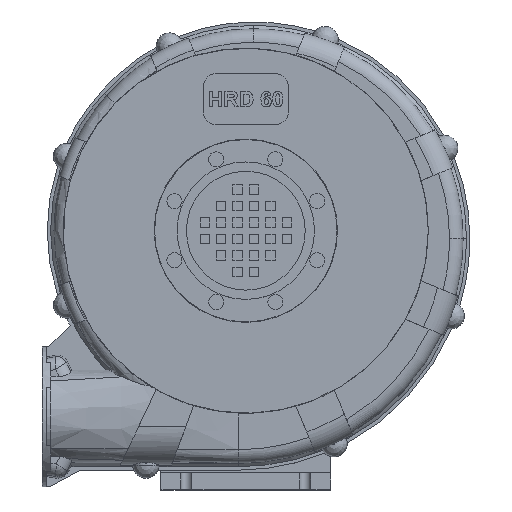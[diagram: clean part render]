
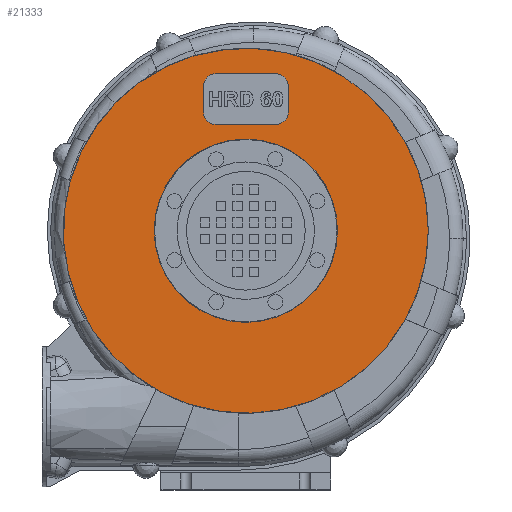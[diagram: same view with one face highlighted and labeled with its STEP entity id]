
A CAD part, top view. The second image highlights one B-rep face of the part: STEP entity #21333.
In plain terms, the highlighted planar face has unit normal (0, 0, 1).
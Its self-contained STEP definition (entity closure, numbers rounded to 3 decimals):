
#909=CARTESIAN_POINT('',(35.,125.,146.5));
#910=VERTEX_POINT('',#909);
#917=CARTESIAN_POINT('',(50.0,140.,146.5));
#918=VERTEX_POINT('',#917);
#919=CARTESIAN_POINT('',(35.,140.,146.5));
#920=DIRECTION('',(0.0,0.0,-1.0));
#921=DIRECTION('',(0.707,-0.707,0.0));
#922=AXIS2_PLACEMENT_3D('',#919,#920,#921);
#923=CIRCLE('',#922,15.);
#924=EDGE_CURVE('',#918,#910,#923,.T.);
#942=CARTESIAN_POINT('',(-35.,125.,146.5));
#943=VERTEX_POINT('',#942);
#950=CARTESIAN_POINT('',(35.,125.,146.5));
#951=DIRECTION('',(-1.0,0.0,0.0));
#952=VECTOR('',#951,70.0);
#953=LINE('',#950,#952);
#954=EDGE_CURVE('',#910,#943,#953,.T.);
#964=CARTESIAN_POINT('',(-50.,140.,146.5));
#965=VERTEX_POINT('',#964);
#966=CARTESIAN_POINT('',(-35.,140.,146.5));
#967=DIRECTION('',(0.0,0.0,-1.0));
#968=DIRECTION('',(-0.707,-0.707,0.0));
#969=AXIS2_PLACEMENT_3D('',#966,#967,#968);
#970=CIRCLE('',#969,15.0);
#971=EDGE_CURVE('',#943,#965,#970,.T.);
#989=CARTESIAN_POINT('',(35.,185.,146.5));
#990=VERTEX_POINT('',#989);
#991=CARTESIAN_POINT('',(50.,170.,146.5));
#992=VERTEX_POINT('',#991);
#993=CARTESIAN_POINT('',(35.,170.,146.5));
#994=DIRECTION('',(0.0,0.0,-1.0));
#995=DIRECTION('',(0.707,0.707,0.0));
#996=AXIS2_PLACEMENT_3D('',#993,#994,#995);
#997=CIRCLE('',#996,15.0);
#998=EDGE_CURVE('',#990,#992,#997,.T.);
#1022=CARTESIAN_POINT('',(-35.,185.,146.5));
#1023=VERTEX_POINT('',#1022);
#1024=CARTESIAN_POINT('',(-35.,185.,146.5));
#1025=DIRECTION('',(1.0,0.0,0.0));
#1026=VECTOR('',#1025,70.);
#1027=LINE('',#1024,#1026);
#1028=EDGE_CURVE('',#1023,#990,#1027,.T.);
#1045=CARTESIAN_POINT('',(-50.,170.,146.5));
#1046=VERTEX_POINT('',#1045);
#1047=CARTESIAN_POINT('',(-35.,170.,146.5));
#1048=DIRECTION('',(0.0,0.0,-1.0));
#1049=DIRECTION('',(-0.707,0.707,0.0));
#1050=AXIS2_PLACEMENT_3D('',#1047,#1048,#1049);
#1051=CIRCLE('',#1050,15.0);
#1052=EDGE_CURVE('',#1046,#1023,#1051,.T.);
#1073=CARTESIAN_POINT('',(-50.,140.,146.5));
#1074=DIRECTION('',(0.0,1.0,0.0));
#1075=VECTOR('',#1074,30.0);
#1076=LINE('',#1073,#1075);
#1077=EDGE_CURVE('',#965,#1046,#1076,.T.);
#1088=CARTESIAN_POINT('',(50.,170.,146.5));
#1089=DIRECTION('',(0.0,-1.0,0.0));
#1090=VECTOR('',#1089,30.);
#1091=LINE('',#1088,#1090);
#1092=EDGE_CURVE('',#992,#918,#1091,.T.);
#14164=CARTESIAN_POINT('',(215.0,0.,146.5));
#14165=VERTEX_POINT('',#14164);
#14166=CARTESIAN_POINT('',(0.,0.,146.5));
#14167=DIRECTION('',(0.0,0.0,-1.0));
#14168=DIRECTION('',(-1.0,0.0,0.0));
#14169=AXIS2_PLACEMENT_3D('',#14166,#14167,#14168);
#14170=CIRCLE('',#14169,215.0);
#14171=EDGE_CURVE('',#14165,#14165,#14170,.T.);
#21304=CARTESIAN_POINT('',(0.,0.,146.5));
#21305=DIRECTION('',(0.0,0.0,-1.0));
#21306=DIRECTION('',(-1.0,0.0,0.0));
#21307=AXIS2_PLACEMENT_3D('',#21304,#21305,#21306);
#21308=PLANE('',#21307);
#21309=ORIENTED_EDGE('',*,*,#14171,.F.);
#21310=EDGE_LOOP('',(#21309));
#21311=FACE_OUTER_BOUND('',#21310,.T.);
#21312=ORIENTED_EDGE('',*,*,#998,.T.);
#21313=ORIENTED_EDGE('',*,*,#1092,.T.);
#21314=ORIENTED_EDGE('',*,*,#924,.T.);
#21315=ORIENTED_EDGE('',*,*,#954,.T.);
#21316=ORIENTED_EDGE('',*,*,#971,.T.);
#21317=ORIENTED_EDGE('',*,*,#1077,.T.);
#21318=ORIENTED_EDGE('',*,*,#1052,.T.);
#21319=ORIENTED_EDGE('',*,*,#1028,.T.);
#21320=EDGE_LOOP('',(#21312,#21313,#21314,#21315,#21316,#21317,#21318,#21319));
#21321=FACE_BOUND('',#21320,.T.);
#21322=CARTESIAN_POINT('',(108.,0.,146.5));
#21323=VERTEX_POINT('',#21322);
#21324=CARTESIAN_POINT('',(0.,0.,146.5));
#21325=DIRECTION('',(0.0,0.0,-1.0));
#21326=DIRECTION('',(-1.0,0.0,0.0));
#21327=AXIS2_PLACEMENT_3D('',#21324,#21325,#21326);
#21328=CIRCLE('',#21327,108.0);
#21329=EDGE_CURVE('',#21323,#21323,#21328,.T.);
#21330=ORIENTED_EDGE('',*,*,#21329,.T.);
#21331=EDGE_LOOP('',(#21330));
#21332=FACE_BOUND('',#21331,.T.);
#21333=ADVANCED_FACE('',(#21311,#21321,#21332),#21308,.F.);
